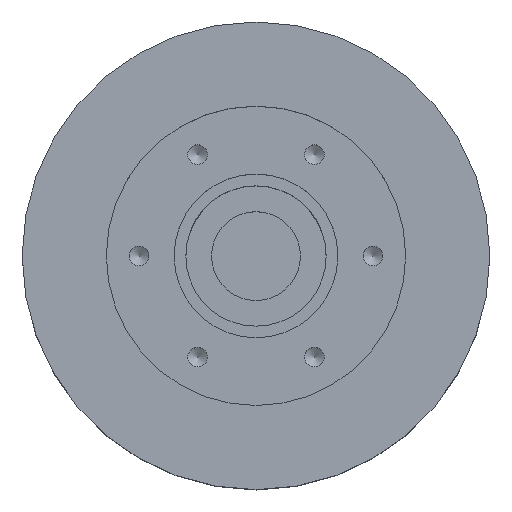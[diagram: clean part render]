
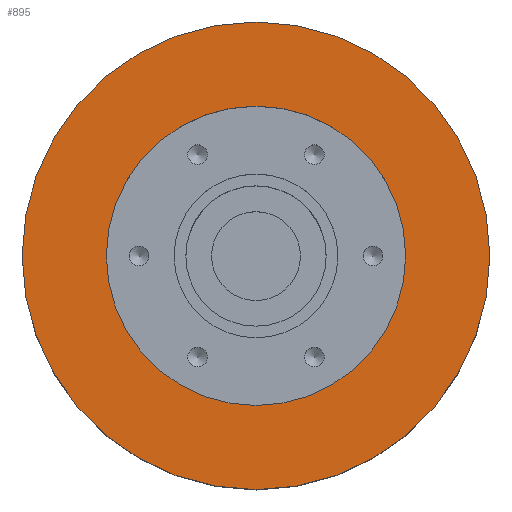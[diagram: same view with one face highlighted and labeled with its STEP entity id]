
A CAD part, top view. The second image highlights one B-rep face of the part: STEP entity #895.
In plain terms, the highlighted planar face has unit normal (0, 0, 1).
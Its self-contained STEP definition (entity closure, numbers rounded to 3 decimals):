
#310 = CYLINDRICAL_SURFACE('',#311,32.);
#311 = AXIS2_PLACEMENT_3D('',#312,#313,#314);
#312 = CARTESIAN_POINT('',(0.,0.,-1.217));
#313 = DIRECTION('',(0.,0.,1.));
#314 = DIRECTION('',(1.,0.,0.));
#516 = VERTEX_POINT('',#517);
#517 = CARTESIAN_POINT('',(32.,0.,7.));
#538 = EDGE_CURVE('',#516,#516,#539,.T.);
#539 = SURFACE_CURVE('',#540,(#545,#552),.PCURVE_S1.);
#540 = CIRCLE('',#541,32.);
#541 = AXIS2_PLACEMENT_3D('',#542,#543,#544);
#542 = CARTESIAN_POINT('',(0.,0.,7.));
#543 = DIRECTION('',(0.,0.,-1.));
#544 = DIRECTION('',(1.,0.,0.));
#545 = PCURVE('',#310,#546);
#546 = DEFINITIONAL_REPRESENTATION('',(#547),#551);
#547 = LINE('',#548,#549);
#548 = CARTESIAN_POINT('',(-0.,8.217));
#549 = VECTOR('',#550,1.);
#550 = DIRECTION('',(-1.,0.));
#551 = ( GEOMETRIC_REPRESENTATION_CONTEXT(2) 
PARAMETRIC_REPRESENTATION_CONTEXT() REPRESENTATION_CONTEXT('2D SPACE',''
  ) );
#552 = PCURVE('',#553,#558);
#553 = PLANE('',#554);
#554 = AXIS2_PLACEMENT_3D('',#555,#556,#557);
#555 = CARTESIAN_POINT('',(0.,0.,7.));
#556 = DIRECTION('',(0.,0.,-1.));
#557 = DIRECTION('',(1.,0.,0.));
#558 = DEFINITIONAL_REPRESENTATION('',(#559),#563);
#559 = CIRCLE('',#560,32.);
#560 = AXIS2_PLACEMENT_2D('',#561,#562);
#561 = CARTESIAN_POINT('',(0.,0.));
#562 = DIRECTION('',(1.,-0.));
#563 = ( GEOMETRIC_REPRESENTATION_CONTEXT(2) 
PARAMETRIC_REPRESENTATION_CONTEXT() REPRESENTATION_CONTEXT('2D SPACE',''
  ) );
#895 = ADVANCED_FACE('',(#896,#899),#553,.F.);
#896 = FACE_BOUND('',#897,.T.);
#897 = EDGE_LOOP('',(#898));
#898 = ORIENTED_EDGE('',*,*,#538,.T.);
#899 = FACE_BOUND('',#900,.T.);
#900 = EDGE_LOOP('',(#901));
#901 = ORIENTED_EDGE('',*,*,#902,.F.);
#902 = EDGE_CURVE('',#903,#903,#905,.T.);
#903 = VERTEX_POINT('',#904);
#904 = CARTESIAN_POINT('',(50.,0.,7.));
#905 = SURFACE_CURVE('',#906,(#911,#918),.PCURVE_S1.);
#906 = CIRCLE('',#907,50.);
#907 = AXIS2_PLACEMENT_3D('',#908,#909,#910);
#908 = CARTESIAN_POINT('',(0.,0.,7.));
#909 = DIRECTION('',(0.,0.,-1.));
#910 = DIRECTION('',(1.,0.,0.));
#911 = PCURVE('',#553,#912);
#912 = DEFINITIONAL_REPRESENTATION('',(#913),#917);
#913 = CIRCLE('',#914,50.);
#914 = AXIS2_PLACEMENT_2D('',#915,#916);
#915 = CARTESIAN_POINT('',(0.,0.));
#916 = DIRECTION('',(1.,-0.));
#917 = ( GEOMETRIC_REPRESENTATION_CONTEXT(2) 
PARAMETRIC_REPRESENTATION_CONTEXT() REPRESENTATION_CONTEXT('2D SPACE',''
  ) );
#918 = PCURVE('',#919,#924);
#919 = CYLINDRICAL_SURFACE('',#920,50.);
#920 = AXIS2_PLACEMENT_3D('',#921,#922,#923);
#921 = CARTESIAN_POINT('',(0.,0.,7.));
#922 = DIRECTION('',(0.,0.,-1.));
#923 = DIRECTION('',(1.,0.,0.));
#924 = DEFINITIONAL_REPRESENTATION('',(#925),#929);
#925 = LINE('',#926,#927);
#926 = CARTESIAN_POINT('',(0.,0.));
#927 = VECTOR('',#928,1.);
#928 = DIRECTION('',(1.,0.));
#929 = ( GEOMETRIC_REPRESENTATION_CONTEXT(2) 
PARAMETRIC_REPRESENTATION_CONTEXT() REPRESENTATION_CONTEXT('2D SPACE',''
  ) );
